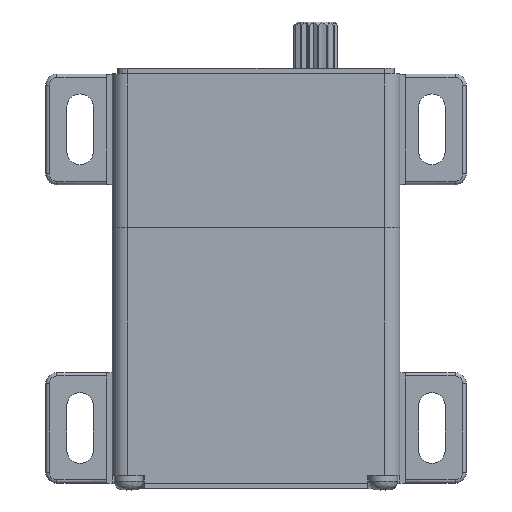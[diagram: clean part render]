
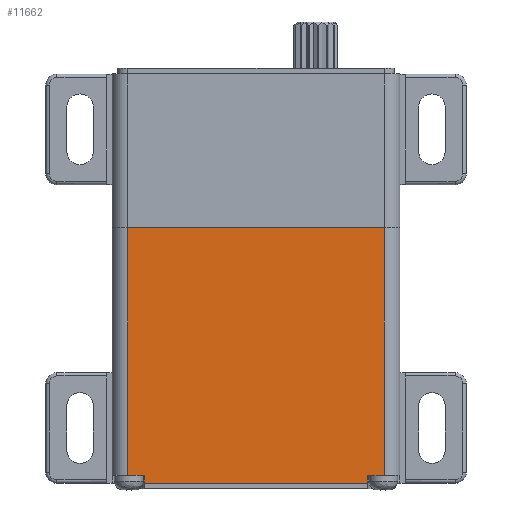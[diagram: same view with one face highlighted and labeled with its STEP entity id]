
A CAD part, top view. The second image highlights one B-rep face of the part: STEP entity #11662.
In plain terms, the highlighted planar face has unit normal (0, 0, 1).
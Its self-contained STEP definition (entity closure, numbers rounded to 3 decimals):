
#6483=DIRECTION('',(0.,1.,0.));
#6484=VECTOR('',#6483,22.4);
#6485=CARTESIAN_POINT('',(-11.6,1.2,4.));
#6486=LINE('',#6485,#6484);
#6490=DIRECTION('',(-1.,0.,0.));
#6491=VECTOR('',#6490,1.5);
#6492=CARTESIAN_POINT('',(11.6,1.2,4.));
#6493=LINE('',#6492,#6491);
#6497=DIRECTION('',(0.,1.,0.));
#6498=VECTOR('',#6497,0.7);
#6499=CARTESIAN_POINT('',(10.1,0.5,4.));
#6500=LINE('',#6499,#6498);
#6504=DIRECTION('',(1.,0.,0.));
#6505=VECTOR('',#6504,20.2);
#6506=CARTESIAN_POINT('',(-10.1,0.5,4.));
#6507=LINE('',#6506,#6505);
#6511=DIRECTION('',(0.,1.,0.));
#6512=VECTOR('',#6511,0.7);
#6513=CARTESIAN_POINT('',(-10.1,0.5,4.));
#6514=LINE('',#6513,#6512);
#6518=DIRECTION('',(1.,0.,0.));
#6519=VECTOR('',#6518,1.5);
#6520=CARTESIAN_POINT('',(-11.6,1.2,4.));
#6521=LINE('',#6520,#6519);
#6724=DIRECTION('',(0.,1.,0.));
#6725=VECTOR('',#6724,22.4);
#6726=CARTESIAN_POINT('',(11.6,1.2,4.));
#6727=LINE('',#6726,#6725);
#6777=DIRECTION('',(1.,0.,0.));
#6778=VECTOR('',#6777,23.2);
#6779=CARTESIAN_POINT('',(-11.6,23.6,4.));
#6780=LINE('',#6779,#6778);
#10435=CARTESIAN_POINT('',(-10.1,1.2,4.));
#10436=VERTEX_POINT('',#10435);
#10451=CARTESIAN_POINT('',(-11.6,1.2,4.));
#10452=VERTEX_POINT('',#10451);
#10453=CARTESIAN_POINT('',(-10.1,0.5,4.));
#10454=VERTEX_POINT('',#10453);
#10475=CARTESIAN_POINT('',(10.1,1.2,4.));
#10476=VERTEX_POINT('',#10475);
#10503=CARTESIAN_POINT('',(11.6,1.2,4.));
#10504=VERTEX_POINT('',#10503);
#10505=CARTESIAN_POINT('',(10.1,0.5,4.));
#10506=VERTEX_POINT('',#10505);
#11162=CARTESIAN_POINT('',(-11.6,23.6,4.));
#11163=VERTEX_POINT('',#11162);
#11164=CARTESIAN_POINT('',(11.6,23.6,4.));
#11165=VERTEX_POINT('',#11164);
#11643=CARTESIAN_POINT('',(-13.,0.,4.));
#11644=DIRECTION('',(0.,0.,1.));
#11645=DIRECTION('',(1.,0.,0.));
#11646=AXIS2_PLACEMENT_3D('',#11643,#11644,#11645);
#11647=PLANE('',#11646);
#11649=ORIENTED_EDGE('',*,*,#11648,.T.);
#11651=ORIENTED_EDGE('',*,*,#11650,.T.);
#11653=ORIENTED_EDGE('',*,*,#11652,.F.);
#11654=ORIENTED_EDGE('',*,*,#11593,.T.);
#11655=ORIENTED_EDGE('',*,*,#11542,.F.);
#11657=ORIENTED_EDGE('',*,*,#11656,.F.);
#11658=ORIENTED_EDGE('',*,*,#11631,.T.);
#11659=ORIENTED_EDGE('',*,*,#11562,.F.);
#11660=EDGE_LOOP('',(#11649,#11651,#11653,#11654,#11655,#11657,#11658,#11659));
#11661=FACE_OUTER_BOUND('',#11660,.F.);
#11662=ADVANCED_FACE('',(#11661),#11647,.T.);
#11542=EDGE_CURVE('',#10506,#10476,#6500,.T.);
#11562=EDGE_CURVE('',#10452,#10436,#6521,.T.);
#11593=EDGE_CURVE('',#10504,#10476,#6493,.T.);
#11631=EDGE_CURVE('',#10454,#10436,#6514,.T.);
#11648=EDGE_CURVE('',#10452,#11163,#6486,.T.);
#11650=EDGE_CURVE('',#11163,#11165,#6780,.T.);
#11652=EDGE_CURVE('',#10504,#11165,#6727,.T.);
#11656=EDGE_CURVE('',#10454,#10506,#6507,.T.);
